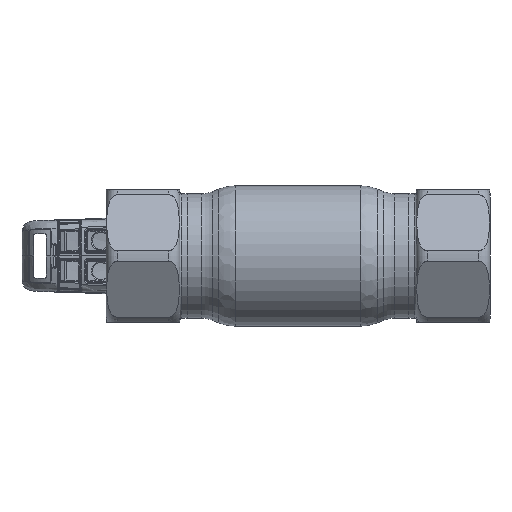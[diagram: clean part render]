
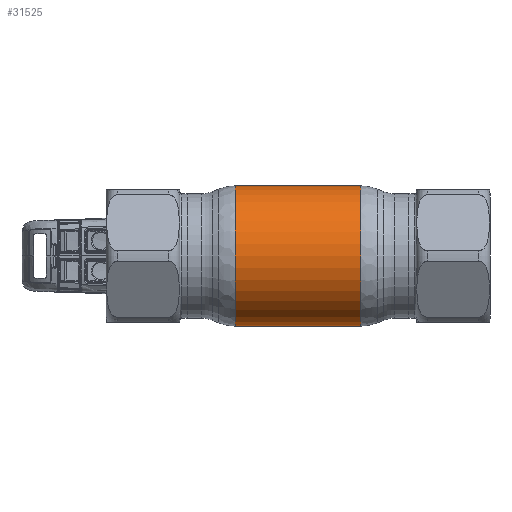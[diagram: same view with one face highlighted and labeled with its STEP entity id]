
A CAD part, front view. The second image highlights one B-rep face of the part: STEP entity #31525.
In plain terms, the highlighted cylindrical face has radius 19 mm (diameter 38 mm), a partial arc.
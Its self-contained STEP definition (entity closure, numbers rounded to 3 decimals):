
#2248 = CARTESIAN_POINT ( 'NONE',  ( -62.69, 0., 0. ) ) ;
#3712 = ORIENTED_EDGE ( 'NONE', *, *, #9558, .F. ) ;
#4557 = CARTESIAN_POINT ( 'NONE',  ( -16.967, 0., -19. ) ) ;
#4730 = VERTEX_POINT ( 'NONE', #12351 ) ;
#5673 = CIRCLE ( 'NONE', #23336, 19. ) ;
#6454 = EDGE_CURVE ( 'NONE', #4730, #25223, #30813, .T. ) ;
#9521 = EDGE_CURVE ( 'NONE', #4730, #24039, #48386, .T. ) ;
#9529 = FACE_OUTER_BOUND ( 'NONE', #62063, .T. ) ;
#9558 = EDGE_CURVE ( 'NONE', #24039, #55715, #5673, .T. ) ;
#12351 = CARTESIAN_POINT ( 'NONE',  ( 16.967, 0., -19. ) ) ;
#13379 = VECTOR ( 'NONE', #63966, 1000. ) ;
#15176 = CARTESIAN_POINT ( 'NONE',  ( 16.967, 0., 19. ) ) ;
#18277 = CARTESIAN_POINT ( 'NONE',  ( -62.69, 0., 19. ) ) ;
#19593 = ORIENTED_EDGE ( 'NONE', *, *, #9521, .F. ) ;
#22201 = VECTOR ( 'NONE', #23093, 1000. ) ;
#23093 = DIRECTION ( 'NONE',  ( -1., 0., 0. ) ) ;
#23336 = AXIS2_PLACEMENT_3D ( 'NONE', #69892, #53227, #58682 ) ;
#24039 = VERTEX_POINT ( 'NONE', #4557 ) ;
#25223 = VERTEX_POINT ( 'NONE', #15176 ) ;
#25398 = EDGE_CURVE ( 'NONE', #25223, #55715, #31564, .T. ) ;
#26236 = ORIENTED_EDGE ( 'NONE', *, *, #25398, .T. ) ;
#30813 = CIRCLE ( 'NONE', #35044, 19. ) ;
#31525 = ADVANCED_FACE ( 'NONE', ( #9529 ), #32660, .T. ) ;
#31564 = LINE ( 'NONE', #18277, #22201 ) ;
#32660 = CYLINDRICAL_SURFACE ( 'NONE', #55976, 19. ) ;
#35044 = AXIS2_PLACEMENT_3D ( 'NONE', #66305, #38895, #50322 ) ;
#38895 = DIRECTION ( 'NONE',  ( -1., 0., 0. ) ) ;
#41692 = CARTESIAN_POINT ( 'NONE',  ( -16.967, 0., 19. ) ) ;
#48386 = LINE ( 'NONE', #58457, #13379 ) ;
#50322 = DIRECTION ( 'NONE',  ( 0., 0., 1. ) ) ;
#50739 = ORIENTED_EDGE ( 'NONE', *, *, #6454, .T. ) ;
#51477 = DIRECTION ( 'NONE',  ( -1., 0., 0. ) ) ;
#53227 = DIRECTION ( 'NONE',  ( -1., 0., 0. ) ) ;
#55715 = VERTEX_POINT ( 'NONE', #41692 ) ;
#55976 = AXIS2_PLACEMENT_3D ( 'NONE', #2248, #51477, #56956 ) ;
#56956 = DIRECTION ( 'NONE',  ( 0., 0., 1. ) ) ;
#58457 = CARTESIAN_POINT ( 'NONE',  ( -62.69, 0., -19. ) ) ;
#58682 = DIRECTION ( 'NONE',  ( 0., 0., 1. ) ) ;
#62063 = EDGE_LOOP ( 'NONE', ( #19593, #50739, #26236, #3712 ) ) ;
#63966 = DIRECTION ( 'NONE',  ( -1., 0., 0. ) ) ;
#66305 = CARTESIAN_POINT ( 'NONE',  ( 16.967, 0., 0. ) ) ;
#69892 = CARTESIAN_POINT ( 'NONE',  ( -16.967, 0., 0. ) ) ;
